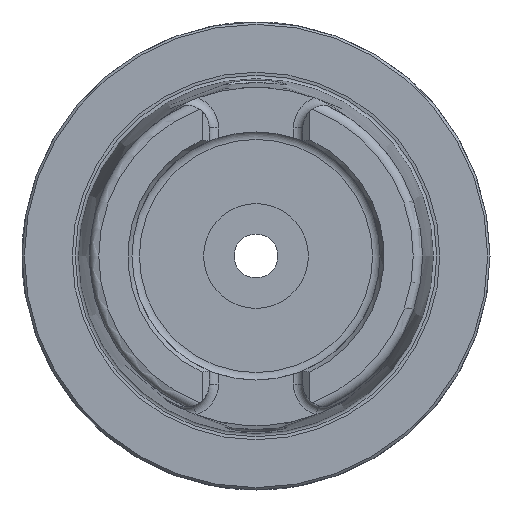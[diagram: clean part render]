
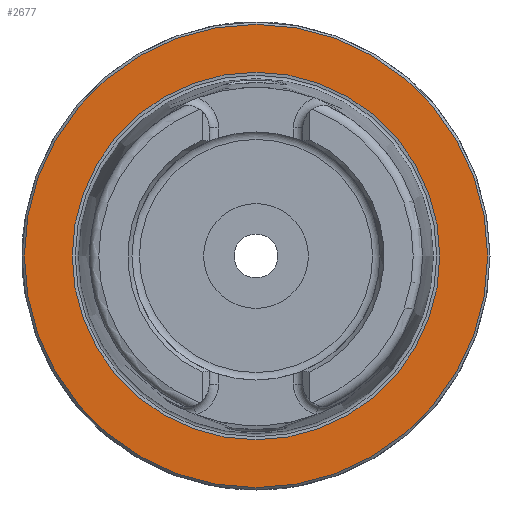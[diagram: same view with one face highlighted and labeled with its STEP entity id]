
A CAD part, left-side view. The second image highlights one B-rep face of the part: STEP entity #2677.
In plain terms, the highlighted planar face has unit normal (-1, 0, 0).
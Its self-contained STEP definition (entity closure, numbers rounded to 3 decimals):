
#189=FACE_BOUND('',#558,.T.);
#232=PLANE('',#3043);
#392=FACE_OUTER_BOUND('',#557,.T.);
#557=EDGE_LOOP('',(#2318));
#558=EDGE_LOOP('',(#2319));
#1023=CIRCLE('',#3042,39.275);
#1024=CIRCLE('',#3044,49.5);
#1266=VERTEX_POINT('',#5459);
#1267=VERTEX_POINT('',#5463);
#1630=EDGE_CURVE('',#1266,#1266,#1023,.T.);
#1631=EDGE_CURVE('',#1267,#1267,#1024,.T.);
#2318=ORIENTED_EDGE('',*,*,#1631,.F.);
#2319=ORIENTED_EDGE('',*,*,#1630,.T.);
#2677=ADVANCED_FACE('',(#392,#189),#232,.T.);
#3042=AXIS2_PLACEMENT_3D('',#5461,#3731,#3732);
#3043=AXIS2_PLACEMENT_3D('',#5462,#3733,#3734);
#3044=AXIS2_PLACEMENT_3D('',#5464,#3735,#3736);
#3731=DIRECTION('center_axis',(1.,0.,0.));
#3732=DIRECTION('ref_axis',(0.,0.,-1.));
#3733=DIRECTION('center_axis',(-1.,0.,0.));
#3734=DIRECTION('ref_axis',(0.,0.,1.));
#3735=DIRECTION('center_axis',(1.,0.,0.));
#3736=DIRECTION('ref_axis',(0.,0.,-1.));
#5459=CARTESIAN_POINT('',(0.,-39.275,0.));
#5461=CARTESIAN_POINT('Origin',(0.,0.,0.));
#5462=CARTESIAN_POINT('Origin',(0.,49.5,0.));
#5463=CARTESIAN_POINT('',(0.,-49.5,0.));
#5464=CARTESIAN_POINT('Origin',(0.,0.,0.));
